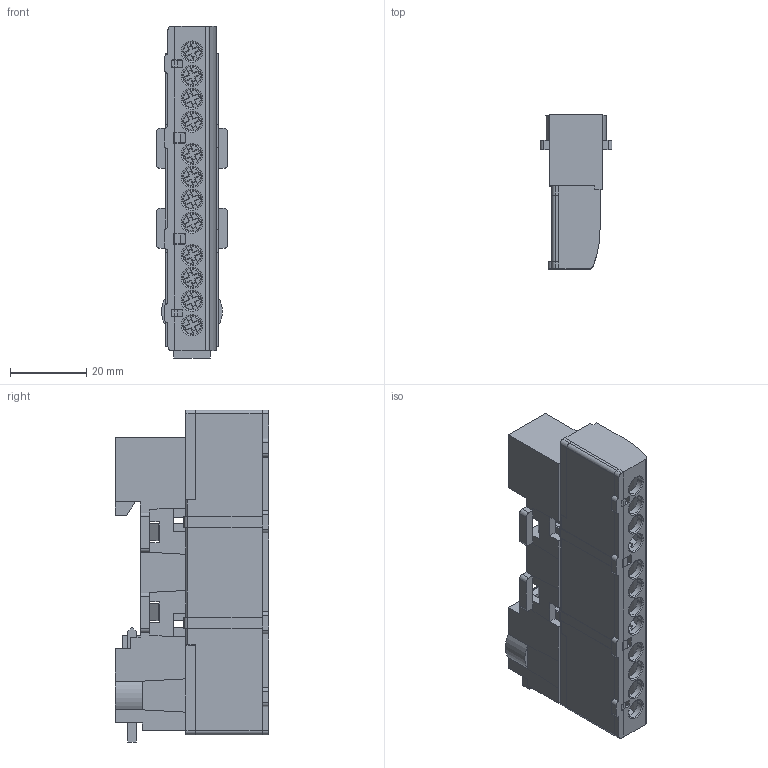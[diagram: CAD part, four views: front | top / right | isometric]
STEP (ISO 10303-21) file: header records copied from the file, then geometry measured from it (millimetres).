
FILE_DESCRIPTION (( 'STEP AP214' ), '1' );
FILE_NAME ('KSN-6-6x9-12 BLUE.STEP', '2023-11-22T12:41:04', ( '' ), ( '' ), 'SwSTEP 2.0', 'SolidWorks 2022', '' );
FILE_SCHEMA (( 'AUTOMOTIVE_DESIGN' ));
Length unit declared in the file: millimetre
Products named in the file (7): Винт М4х8.STEP; крышка 6х9-12_140421.STEP; крышка2 6х9-12_140421.STEP; КМ Шина 12 - 6х9_(2).STEP; защелка; Подставка универсал 140421.STEP; KSN-6-6x9-12 BLUE
Assembly tree (17 placements, depth 2):
  KSN-6-6x9-12 BLUE
    Подставка универсал 140421.STEP
    КМ Шина 12 - 6х9_(2).STEP
    крышка 6х9-12_140421.STEP
    Винт М4х8.STEP  x12
    крышка2 6х9-12_140421.STEP
    защелка
Bounding box: 18.8 x 40.4 x 87.1 mm (x, y, z)
Volume: 23160.1 mm3; surface area: 27591.4 mm2
Topology: 17 solids, 17 shells, 1746 faces, 4737 edges, 3066 vertices
Faces by surface type: plane 1056, cylinder 273, bspline 224, cone 121, torus 72
Entity records: 59118 total; most frequent: CARTESIAN_POINT 21296, ORIENTED_EDGE 7846, DIRECTION 6434, EDGE_CURVE 3923, VECTOR 2782, LINE 2782, VERTEX_POINT 2538, AXIS2_PLACEMENT_3D 1826
